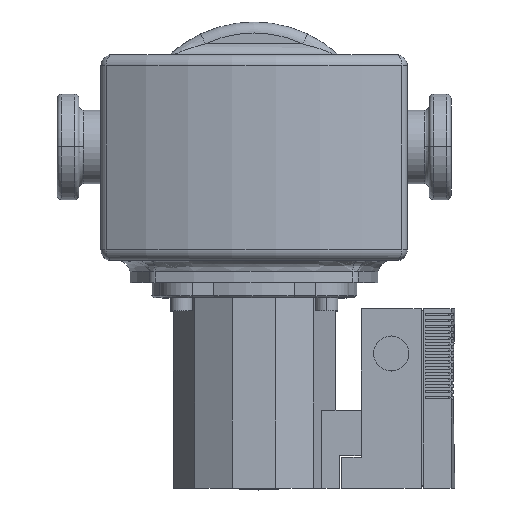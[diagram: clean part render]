
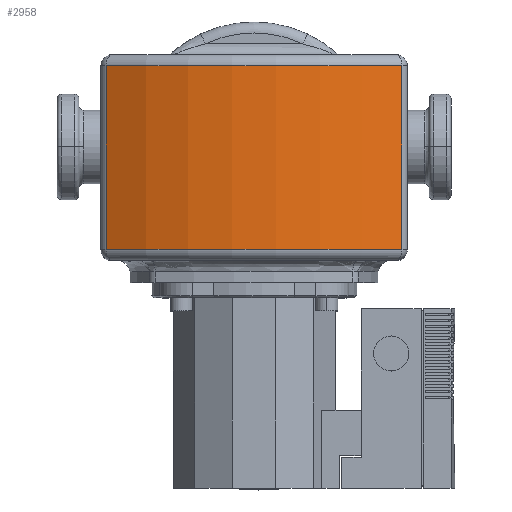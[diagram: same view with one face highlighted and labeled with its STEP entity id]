
A CAD part, top view. The second image highlights one B-rep face of the part: STEP entity #2958.
In plain terms, the highlighted cylindrical face has radius 132.5 mm (diameter 265 mm), a partial arc.
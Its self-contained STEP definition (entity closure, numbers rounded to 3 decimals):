
#2544=CARTESIAN_POINT('',(157.549,37.0,70.489));
#2545=VERTEX_POINT('',#2544);
#2570=CARTESIAN_POINT('',(157.549,-47.0,70.489));
#2571=VERTEX_POINT('',#2570);
#2645=CARTESIAN_POINT('',(22.451,37.0,70.489));
#2646=VERTEX_POINT('',#2645);
#2669=CARTESIAN_POINT('',(22.451,-47.0,70.489));
#2670=VERTEX_POINT('',#2669);
#2710=CARTESIAN_POINT('',(22.451,-47.0,70.489));
#2711=DIRECTION('',(0.0,1.0,0.0));
#2712=VECTOR('',#2711,84.0);
#2713=LINE('',#2710,#2712);
#2714=EDGE_CURVE('',#2670,#2646,#2713,.T.);
#2742=CARTESIAN_POINT('',(90.,-47.0,-43.5));
#2743=DIRECTION('',(0.0,-1.0,0.0));
#2744=DIRECTION('',(0.0,0.0,1.0));
#2745=AXIS2_PLACEMENT_3D('',#2742,#2743,#2744);
#2746=CIRCLE('',#2745,132.5);
#2747=EDGE_CURVE('',#2571,#2670,#2746,.T.);
#2760=CARTESIAN_POINT('',(90.,37.0,-43.5));
#2761=DIRECTION('',(0.0,1.0,0.0));
#2762=DIRECTION('',(0.0,0.0,1.0));
#2763=AXIS2_PLACEMENT_3D('',#2760,#2761,#2762);
#2764=CIRCLE('',#2763,132.5);
#2765=EDGE_CURVE('',#2646,#2545,#2764,.T.);
#2846=CARTESIAN_POINT('',(157.549,37.0,70.489));
#2847=DIRECTION('',(0.0,-1.0,0.0));
#2848=VECTOR('',#2847,84.0);
#2849=LINE('',#2846,#2848);
#2850=EDGE_CURVE('',#2545,#2571,#2849,.T.);
#2947=CARTESIAN_POINT('',(90.,0.0,-43.5));
#2948=DIRECTION('',(0.0,1.0,0.0));
#2949=DIRECTION('',(-0.528,0.0,0.849));
#2950=AXIS2_PLACEMENT_3D('',#2947,#2948,#2949);
#2951=CYLINDRICAL_SURFACE('',#2950,132.5);
#2952=ORIENTED_EDGE('',*,*,#2714,.F.);
#2953=ORIENTED_EDGE('',*,*,#2747,.F.);
#2954=ORIENTED_EDGE('',*,*,#2850,.F.);
#2955=ORIENTED_EDGE('',*,*,#2765,.F.);
#2956=EDGE_LOOP('',(#2952,#2953,#2954,#2955));
#2957=FACE_OUTER_BOUND('',#2956,.T.);
#2958=ADVANCED_FACE('',(#2957),#2951,.T.);
